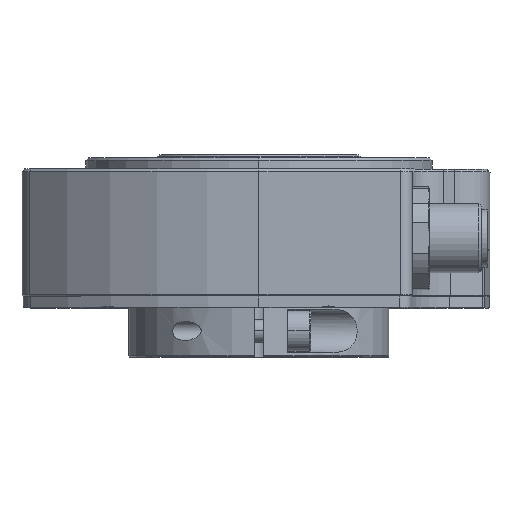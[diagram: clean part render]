
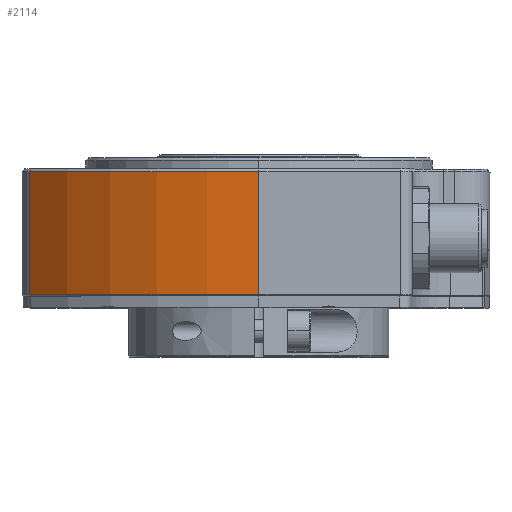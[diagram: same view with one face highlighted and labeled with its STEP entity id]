
A CAD part, top view. The second image highlights one B-rep face of the part: STEP entity #2114.
In plain terms, the highlighted cylindrical face has radius 53 mm (diameter 106 mm), a partial arc.
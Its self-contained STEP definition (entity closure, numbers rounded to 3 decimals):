
#20 = DIRECTION ( 'NONE',  ( 0., -1., 0. ) ) ;
#72 = CARTESIAN_POINT ( 'NONE',  ( 0., 24., 53. ) ) ;
#206 = CARTESIAN_POINT ( 'NONE',  ( -39.75, 21.5, 35.056 ) ) ;
#1068 = CARTESIAN_POINT ( 'NONE',  ( 0., 21.5, 0. ) ) ;
#2099 = CARTESIAN_POINT ( 'NONE',  ( -39.75, 24., 35.056 ) ) ;
#2114 = ADVANCED_FACE ( 'NONE', ( #12823 ), #9514, .T. ) ;
#2135 = ORIENTED_EDGE ( 'NONE', *, *, #2471, .T. ) ;
#2471 = EDGE_CURVE ( 'NONE', #6291, #13270, #7064, .T. ) ;
#2823 = VERTEX_POINT ( 'NONE', #6079 ) ;
#3113 = AXIS2_PLACEMENT_3D ( 'NONE', #1068, #4336, #5467 ) ;
#3343 = VECTOR ( 'NONE', #6520, 1000. ) ;
#3597 = DIRECTION ( 'NONE',  ( 0., 1., 0. ) ) ;
#4336 = DIRECTION ( 'NONE',  ( 0., -1., 0. ) ) ;
#4577 = CARTESIAN_POINT ( 'NONE',  ( -39.75, 0.2, 35.056 ) ) ;
#5467 = DIRECTION ( 'NONE',  ( 0., 0., -1. ) ) ;
#6079 = CARTESIAN_POINT ( 'NONE',  ( 0., 0.2, 53. ) ) ;
#6291 = VERTEX_POINT ( 'NONE', #12652 ) ;
#6381 = DIRECTION ( 'NONE',  ( 0., -1., 0. ) ) ;
#6520 = DIRECTION ( 'NONE',  ( 0., -1., 0. ) ) ;
#7038 = CARTESIAN_POINT ( 'NONE',  ( 0., 24., 0. ) ) ;
#7064 = CIRCLE ( 'NONE', #3113, 53. ) ;
#7179 = EDGE_CURVE ( 'NONE', #13270, #7826, #12242, .T. ) ;
#7826 = VERTEX_POINT ( 'NONE', #4577 ) ;
#7844 = LINE ( 'NONE', #72, #10483 ) ;
#8756 = ORIENTED_EDGE ( 'NONE', *, *, #8886, .T. ) ;
#8886 = EDGE_CURVE ( 'NONE', #7826, #2823, #10644, .T. ) ;
#8921 = AXIS2_PLACEMENT_3D ( 'NONE', #10281, #3597, #11415 ) ;
#9514 = CYLINDRICAL_SURFACE ( 'NONE', #13351, 53. ) ;
#10281 = CARTESIAN_POINT ( 'NONE',  ( 0., 0.2, 0. ) ) ;
#10483 = VECTOR ( 'NONE', #20, 1000. ) ;
#10644 = CIRCLE ( 'NONE', #8921, 53. ) ;
#10663 = ORIENTED_EDGE ( 'NONE', *, *, #14401, .F. ) ;
#10808 = EDGE_LOOP ( 'NONE', ( #14217, #8756, #10663, #2135 ) ) ;
#11415 = DIRECTION ( 'NONE',  ( 0., 0., 1. ) ) ;
#12242 = LINE ( 'NONE', #2099, #3343 ) ;
#12652 = CARTESIAN_POINT ( 'NONE',  ( 0., 21.5, 53. ) ) ;
#12823 = FACE_OUTER_BOUND ( 'NONE', #10808, .T. ) ;
#13270 = VERTEX_POINT ( 'NONE', #206 ) ;
#13351 = AXIS2_PLACEMENT_3D ( 'NONE', #7038, #6381, #13825 ) ;
#13825 = DIRECTION ( 'NONE',  ( 0., 0., -1. ) ) ;
#14217 = ORIENTED_EDGE ( 'NONE', *, *, #7179, .T. ) ;
#14401 = EDGE_CURVE ( 'NONE', #6291, #2823, #7844, .T. ) ;
